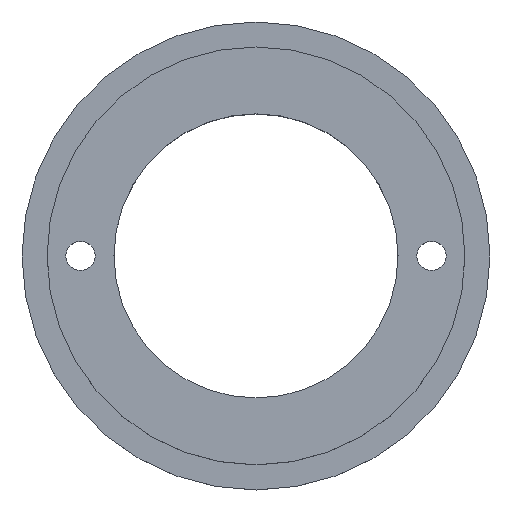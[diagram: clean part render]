
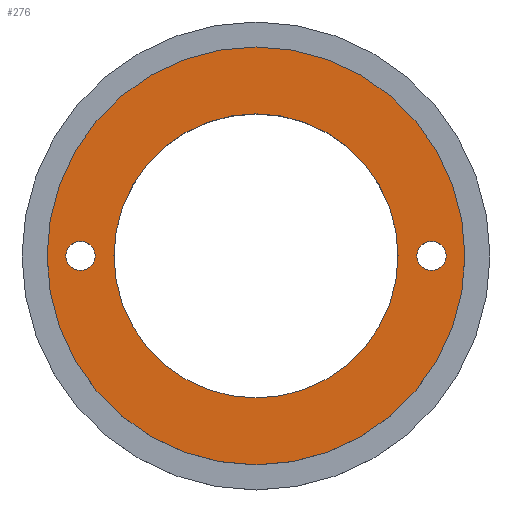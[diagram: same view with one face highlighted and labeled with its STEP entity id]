
A CAD part, top view. The second image highlights one B-rep face of the part: STEP entity #276.
In plain terms, the highlighted planar face has unit normal (0, 0, 1).
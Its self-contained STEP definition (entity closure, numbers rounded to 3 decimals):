
#53=FACE_BOUND('',#91,.T.);
#54=FACE_BOUND('',#92,.T.);
#55=FACE_BOUND('',#93,.T.);
#69=FACE_OUTER_BOUND('',#90,.T.);
#90=EDGE_LOOP('',(#252,#253));
#91=EDGE_LOOP('',(#254));
#92=EDGE_LOOP('',(#255));
#93=EDGE_LOOP('',(#256));
#106=CIRCLE('',#314,1.75);
#107=CIRCLE('',#316,1.75);
#118=CIRCLE('',#333,17.);
#119=CIRCLE('',#335,25.);
#120=CIRCLE('',#336,25.);
#137=VERTEX_POINT('',#474);
#138=VERTEX_POINT('',#478);
#149=VERTEX_POINT('',#509);
#150=VERTEX_POINT('',#513);
#151=VERTEX_POINT('',#514);
#166=EDGE_CURVE('',#137,#137,#106,.T.);
#168=EDGE_CURVE('',#138,#138,#107,.T.);
#182=EDGE_CURVE('',#149,#149,#118,.T.);
#184=EDGE_CURVE('',#150,#151,#119,.T.);
#185=EDGE_CURVE('',#151,#150,#120,.T.);
#252=ORIENTED_EDGE('',*,*,#184,.T.);
#253=ORIENTED_EDGE('',*,*,#185,.T.);
#254=ORIENTED_EDGE('',*,*,#166,.T.);
#255=ORIENTED_EDGE('',*,*,#168,.T.);
#256=ORIENTED_EDGE('',*,*,#182,.T.);
#262=PLANE('',#337);
#276=ADVANCED_FACE('',(#69,#53,#54,#55),#262,.T.);
#314=AXIS2_PLACEMENT_3D('',#475,#380,#381);
#316=AXIS2_PLACEMENT_3D('',#479,#385,#386);
#333=AXIS2_PLACEMENT_3D('',#510,#422,#423);
#335=AXIS2_PLACEMENT_3D('',#515,#427,#428);
#336=AXIS2_PLACEMENT_3D('',#516,#429,#430);
#337=AXIS2_PLACEMENT_3D('',#518,#432,#433);
#380=DIRECTION('center_axis',(0.,0.,-1.));
#381=DIRECTION('ref_axis',(1.,0.,0.));
#385=DIRECTION('center_axis',(0.,0.,-1.));
#386=DIRECTION('ref_axis',(1.,0.,0.));
#422=DIRECTION('center_axis',(0.,0.,-1.));
#423=DIRECTION('ref_axis',(-1.,0.,0.));
#427=DIRECTION('center_axis',(0.,0.,1.));
#428=DIRECTION('ref_axis',(1.,0.,0.));
#429=DIRECTION('center_axis',(0.,0.,1.));
#430=DIRECTION('ref_axis',(1.,0.,0.));
#432=DIRECTION('center_axis',(0.,0.,1.));
#433=DIRECTION('ref_axis',(1.,0.,0.));
#474=CARTESIAN_POINT('',(-22.75,0.,7.));
#475=CARTESIAN_POINT('Origin',(-21.,0.,7.));
#478=CARTESIAN_POINT('',(19.25,0.,7.));
#479=CARTESIAN_POINT('Origin',(21.,0.,7.));
#509=CARTESIAN_POINT('',(17.,0.,7.));
#510=CARTESIAN_POINT('Origin',(0.,0.,7.));
#513=CARTESIAN_POINT('',(25.,0.,7.));
#514=CARTESIAN_POINT('',(-25.,0.,7.));
#515=CARTESIAN_POINT('Origin',(0.,0.,7.));
#516=CARTESIAN_POINT('Origin',(0.,0.,7.));
#518=CARTESIAN_POINT('Origin',(0.,0.,7.));
